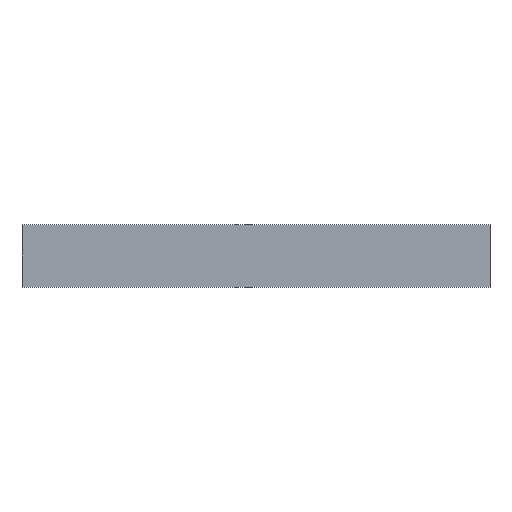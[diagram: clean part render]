
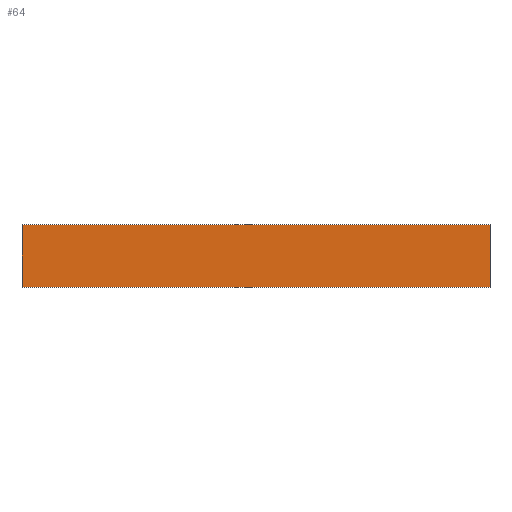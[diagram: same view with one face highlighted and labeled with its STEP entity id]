
A CAD part, front view. The second image highlights one B-rep face of the part: STEP entity #64.
In plain terms, the highlighted planar face has unit normal (0, -1, 0).
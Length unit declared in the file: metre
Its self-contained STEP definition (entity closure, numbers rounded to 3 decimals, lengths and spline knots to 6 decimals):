
#64=ADVANCED_FACE('2:32',(#75),#76,.T.);
#75=FACE_OUTER_BOUND('',#91,.T.);
#76=PLANE('',#92);
#91=EDGE_LOOP('',(#112,#113,#114,#115));
#92=AXIS2_PLACEMENT_3D('',#116,#117,#118);
#112=ORIENTED_EDGE('',*,*,#160,.T.);
#113=ORIENTED_EDGE('',*,*,#161,.F.);
#114=ORIENTED_EDGE('',*,*,#162,.T.);
#115=ORIENTED_EDGE('',*,*,#163,.T.);
#116=CARTESIAN_POINT('',(0.0075,-0.0065,-0.0005));
#117=DIRECTION('',(0.0,-1.0,0.));
#118=DIRECTION('',(1.0,0.0,0.0));
#160=EDGE_CURVE('2:50',#180,#181,#182,.F.);
#161=EDGE_CURVE('2:53',#183,#181,#184,.T.);
#162=EDGE_CURVE('2:56',#183,#185,#186,.T.);
#163=EDGE_CURVE('2:59',#185,#180,#187,.T.);
#180=VERTEX_POINT('',#212);
#181=VERTEX_POINT('',#213);
#182=LINE('',#214,#215);
#183=VERTEX_POINT('',#216);
#184=LINE('',#217,#218);
#185=VERTEX_POINT('',#219);
#186=LINE('',#220,#221);
#187=LINE('',#222,#223);
#212=CARTESIAN_POINT('',(0.015,-0.0065,0.0015));
#213=CARTESIAN_POINT('',(0.0,-0.0065,0.0015));
#214=CARTESIAN_POINT('',(0.00375,-0.0065,0.0015));
#215=VECTOR('',#248,1.0);
#216=CARTESIAN_POINT('',(0.0,-0.0065,-0.0005));
#217=CARTESIAN_POINT('',(0.0,-0.0065,-0.0005));
#218=VECTOR('',#249,1.0);
#219=CARTESIAN_POINT('',(0.015,-0.0065,-0.0005));
#220=CARTESIAN_POINT('',(0.0,-0.0065,-0.0005));
#221=VECTOR('',#250,1.0);
#222=CARTESIAN_POINT('',(0.015,-0.0065,-0.0005));
#223=VECTOR('',#251,1.0);
#248=DIRECTION('',(1.0,0.0,0.0));
#249=DIRECTION('',(0.0,0.,1.0));
#250=DIRECTION('',(1.0,0.0,0.0));
#251=DIRECTION('',(0.0,0.,1.0));
